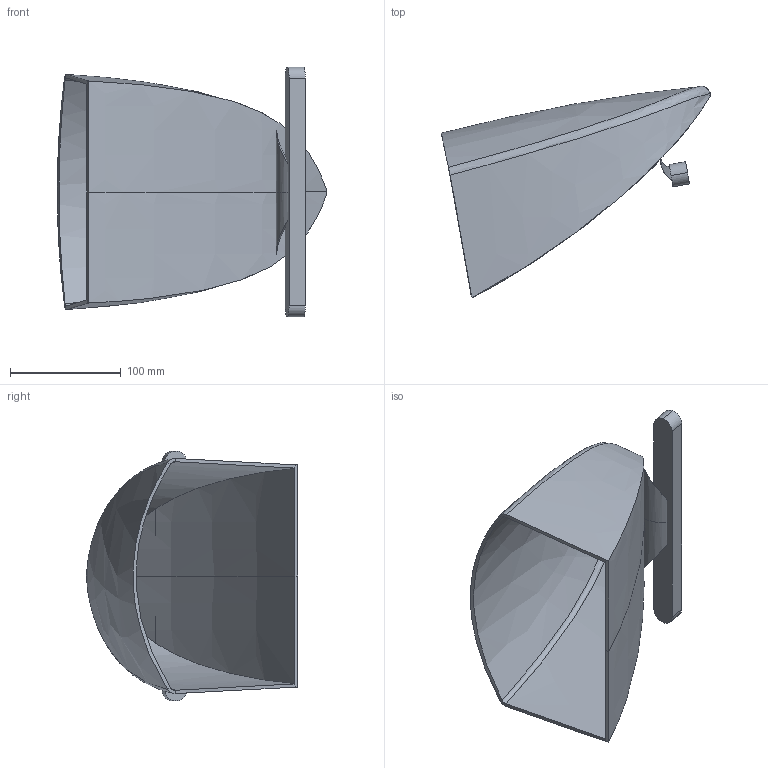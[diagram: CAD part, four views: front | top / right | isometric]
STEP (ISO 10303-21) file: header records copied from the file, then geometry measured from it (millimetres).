
FILE_DESCRIPTION(('CATIA V5 STEP Exchange'),'2;1');
FILE_NAME('Tail Section - Most successful lights final.stp','2019-02-15T06:58:14+00:00',('none'),('none'),'CATIA Version 5 Release 20 GA (IN-10)','CATIA V5 STEP AP203','none');
FILE_SCHEMA(('CONFIG_CONTROL_DESIGN'));
Length unit declared in the file: millimetre
Products named in the file (1): Part1
Bounding box: 243.67 x 191.15 x 226 mm (x, y, z)
Volume: 383522.7 mm3; surface area: 268324.7 mm2
Topology: 2 solids, 2 shells, 52 faces, 113 edges, 61 vertices
Faces by surface type: bspline 25, plane 13, cylinder 8, extrusion 4, sphere 2
Entity records: 6552 total; most frequent: CARTESIAN_POINT 5624, ORIENTED_EDGE 218, EDGE_CURVE 109, DIRECTION 97, B_SPLINE_CURVE_WITH_KNOTS 66, VERTEX_POINT 61, ADVANCED_FACE 52, EDGE_LOOP 52
